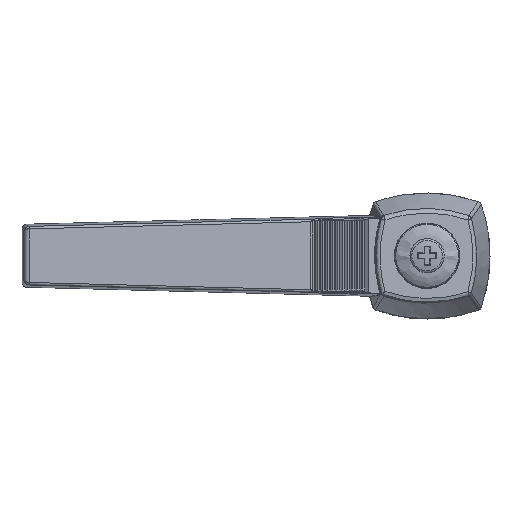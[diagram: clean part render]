
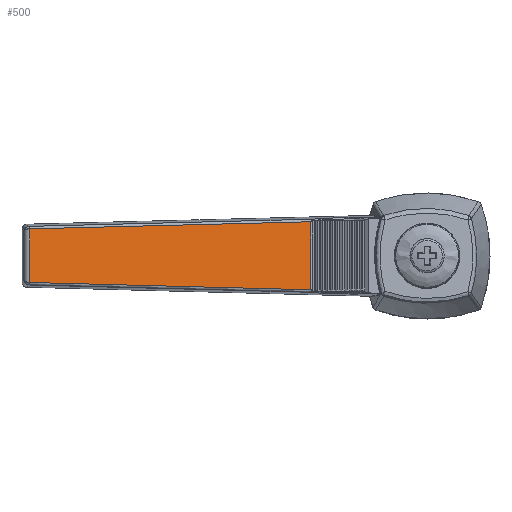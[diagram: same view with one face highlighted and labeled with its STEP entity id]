
A CAD part, top view. The second image highlights one B-rep face of the part: STEP entity #500.
In plain terms, the highlighted planar face has unit normal (0.174, 0, 0.985).
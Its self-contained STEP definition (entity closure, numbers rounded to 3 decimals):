
#500 = ADVANCED_FACE( '', ( #1104 ), #1105, .F. );
#1104 = FACE_OUTER_BOUND( '', #4487, .T. );
#1105 = PLANE( '', #4488 );
#4487 = EDGE_LOOP( '', ( #7839, #7840, #7841, #7842 ) );
#4488 = AXIS2_PLACEMENT_3D( '', #7843, #7844, #7845 );
#7839 = ORIENTED_EDGE( '', *, *, #8814, .T. );
#7840 = ORIENTED_EDGE( '', *, *, #9101, .T. );
#7841 = ORIENTED_EDGE( '', *, *, #9102, .T. );
#7842 = ORIENTED_EDGE( '', *, *, #9103, .T. );
#7843 = CARTESIAN_POINT( '', ( -33.905, 0., 38.274 ) );
#7844 = DIRECTION( '', ( -0.174, 0., -0.985 ) );
#7845 = DIRECTION( '', ( -0.985, 0., 0.174 ) );
#8814 = EDGE_CURVE( '', #9730, #9728, #9731, .T. );
#9101 = EDGE_CURVE( '', #9728, #9682, #10140, .F. );
#9102 = EDGE_CURVE( '', #9682, #10091, #10141, .T. );
#9103 = EDGE_CURVE( '', #10091, #9730, #10142, .F. );
#9682 = VERTEX_POINT( '', #11625 );
#9728 = VERTEX_POINT( '', #11887 );
#9730 = VERTEX_POINT( '', #11889 );
#9731 = B_SPLINE_CURVE_WITH_KNOTS( '', 3, ( #11890, #11891, #11892, #11893, #11894, #11895, #11896, #11897 ), .UNSPECIFIED., .F., .F., ( 4, 2, 2, 4 ), ( 0., 0.028, 0.043, 0.057 ), .UNSPECIFIED. );
#10091 = VERTEX_POINT( '', #13651 );
#10140 = LINE( '', #13825, #13826 );
#10141 = B_SPLINE_CURVE_WITH_KNOTS( '', 3, ( #13827, #13828, #13829, #13830, #13831, #13832, #13833, #13834 ), .UNSPECIFIED., .F., .F., ( 4, 2, 2, 4 ), ( 0.001, 0.015, 0.029, 0.058 ), .UNSPECIFIED. );
#10142 = LINE( '', #13835, #13836 );
#11625 = CARTESIAN_POINT( '', ( -78.94, -5.324, 46.215 ) );
#11887 = CARTESIAN_POINT( '', ( -78.94, 5.324, 46.215 ) );
#11889 = CARTESIAN_POINT( '', ( -23.09, 6.754, 36.367 ) );
#11890 = CARTESIAN_POINT( '', ( -23.09, 6.754, 36.367 ) );
#11891 = CARTESIAN_POINT( '', ( -32.398, 6.514, 38.009 ) );
#11892 = CARTESIAN_POINT( '', ( -41.706, 6.275, 39.65 ) );
#11893 = CARTESIAN_POINT( '', ( -55.669, 5.918, 42.112 ) );
#11894 = CARTESIAN_POINT( '', ( -60.323, 5.798, 42.932 ) );
#11895 = CARTESIAN_POINT( '', ( -69.631, 5.561, 44.574 ) );
#11896 = CARTESIAN_POINT( '', ( -74.286, 5.442, 45.394 ) );
#11897 = CARTESIAN_POINT( '', ( -78.94, 5.324, 46.215 ) );
#13651 = CARTESIAN_POINT( '', ( -23.09, -6.754, 36.367 ) );
#13825 = CARTESIAN_POINT( '', ( -78.94, 0., 46.215 ) );
#13826 = VECTOR( '', #15256, 1000. );
#13827 = CARTESIAN_POINT( '', ( -78.94, -5.324, 46.215 ) );
#13828 = CARTESIAN_POINT( '', ( -74.286, -5.442, 45.394 ) );
#13829 = CARTESIAN_POINT( '', ( -69.631, -5.561, 44.574 ) );
#13830 = CARTESIAN_POINT( '', ( -60.323, -5.798, 42.932 ) );
#13831 = CARTESIAN_POINT( '', ( -55.669, -5.918, 42.112 ) );
#13832 = CARTESIAN_POINT( '', ( -41.706, -6.275, 39.65 ) );
#13833 = CARTESIAN_POINT( '', ( -32.398, -6.514, 38.009 ) );
#13834 = CARTESIAN_POINT( '', ( -23.09, -6.754, 36.367 ) );
#13835 = CARTESIAN_POINT( '', ( -23.09, 6.986, 36.367 ) );
#13836 = VECTOR( '', #15257, 1000. );
#15256 = DIRECTION( '', ( 0., 1., 0. ) );
#15257 = DIRECTION( '', ( 0., -1., 0. ) );
